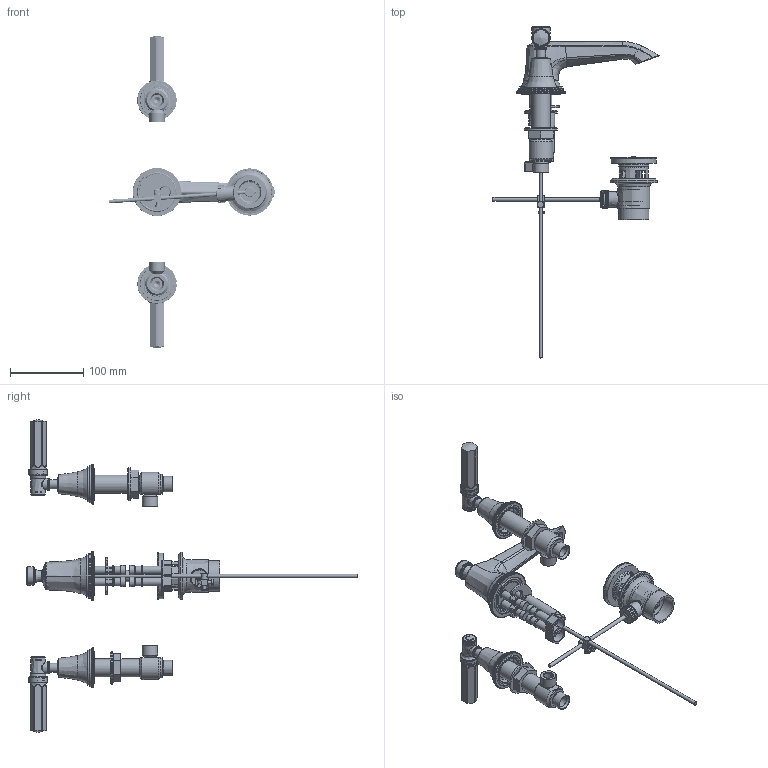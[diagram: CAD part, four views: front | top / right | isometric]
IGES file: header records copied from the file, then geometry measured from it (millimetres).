
Global section: file name: V6K14L; native system: Autodesk Inventor 2014; preprocessor: unknown; author: mblakey; date: 20131125.150004; units: millimetre
Bounding box: 226.39 x 452 x 426 mm (x, y, z)
Volume: 549498.6 mm3; surface area: 263486.4 mm2
Topology: 69 solids, 69 shells, 4867 faces, 12747 edges, 8186 vertices
Faces by surface type: bspline 4867
